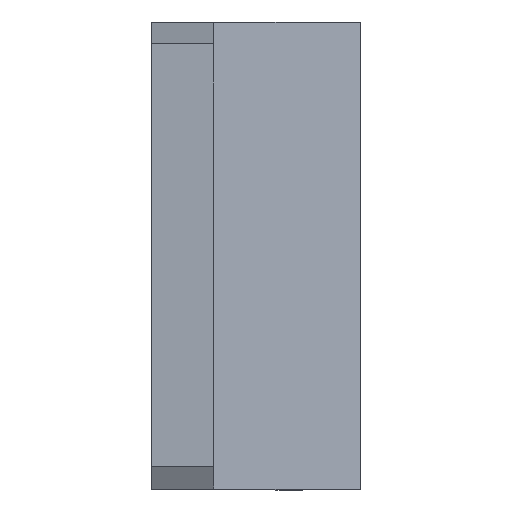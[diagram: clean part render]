
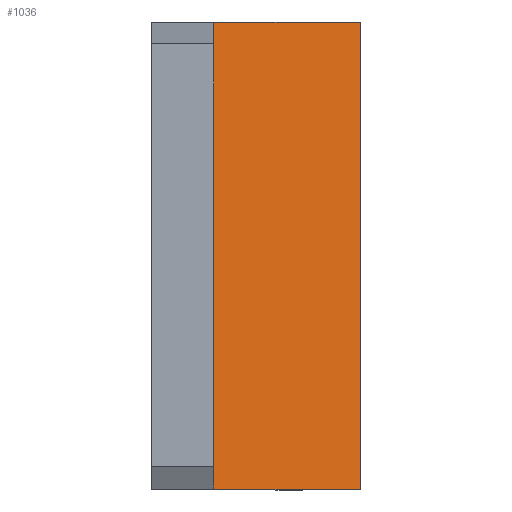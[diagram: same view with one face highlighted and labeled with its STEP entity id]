
A CAD part, top view. The second image highlights one B-rep face of the part: STEP entity #1036.
In plain terms, the highlighted planar face has unit normal (0.15, 0, 0.989).
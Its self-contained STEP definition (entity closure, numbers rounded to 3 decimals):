
#204 = CARTESIAN_POINT ( 'NONE',  ( 1.4, 10.54, 8.9 ) ) ;
#205 = LINE ( 'NONE', #204, #207 ) ;
#206 = DIRECTION ( 'NONE',  ( 0., -1., 0. ) ) ;
#207 = VECTOR ( 'NONE', #206, 1000. ) ;
#291 = LINE ( 'NONE', #316, #315 ) ;
#306 = CARTESIAN_POINT ( 'NONE',  ( 4.7, 10.54, 8.4 ) ) ;
#314 = DIRECTION ( 'NONE',  ( 0., -1., 0. ) ) ;
#315 = VECTOR ( 'NONE', #314, 1000. ) ;
#316 = CARTESIAN_POINT ( 'NONE',  ( 4.7, 10.54, 8.4 ) ) ;
#318 = CARTESIAN_POINT ( 'NONE',  ( 1.4, 0., 8.9 ) ) ;
#322 = CARTESIAN_POINT ( 'NONE',  ( 4.7, 0., 8.4 ) ) ;
#348 = LINE ( 'NONE', #393, #392 ) ;
#391 = DIRECTION ( 'NONE',  ( 0.989, 0., -0.15 ) ) ;
#392 = VECTOR ( 'NONE', #391, 1000. ) ;
#393 = CARTESIAN_POINT ( 'NONE',  ( 1.4, 0., 8.9 ) ) ;
#472 = LINE ( 'NONE', #519, #518 ) ;
#496 = CARTESIAN_POINT ( 'NONE',  ( 1.4, 10.54, 8.9 ) ) ;
#517 = DIRECTION ( 'NONE',  ( -0.989, 0., 0.15 ) ) ;
#518 = VECTOR ( 'NONE', #517, 1000. ) ;
#519 = CARTESIAN_POINT ( 'NONE',  ( -0.917, 10.54, 9.251 ) ) ;
#773 = VERTEX_POINT ( 'NONE', #322 ) ;
#774 = EDGE_CURVE ( 'NONE', #780, #773, #291, .T. ) ;
#780 = VERTEX_POINT ( 'NONE', #306 ) ;
#794 = VERTEX_POINT ( 'NONE', #318 ) ;
#807 = EDGE_CURVE ( 'NONE', #794, #773, #348, .T. ) ;
#872 = EDGE_CURVE ( 'NONE', #780, #893, #472, .T. ) ;
#893 = VERTEX_POINT ( 'NONE', #496 ) ;
#1019 = ORIENTED_EDGE ( 'NONE', *, *, #774, .F. ) ;
#1020 = EDGE_CURVE ( 'NONE', #893, #794, #205, .T. ) ;
#1035 = ORIENTED_EDGE ( 'NONE', *, *, #807, .T. ) ;
#1036 = ADVANCED_FACE ( 'NONE', ( #1138 ), #1131, .F. ) ;
#1038 = EDGE_LOOP ( 'NONE', ( #1039, #1040, #1035, #1019 ) ) ;
#1039 = ORIENTED_EDGE ( 'NONE', *, *, #872, .T. ) ;
#1040 = ORIENTED_EDGE ( 'NONE', *, *, #1020, .T. ) ;
#1127 = DIRECTION ( 'NONE',  ( -0.989, 0., 0.15 ) ) ;
#1128 = DIRECTION ( 'NONE',  ( -0.15, 0., -0.989 ) ) ;
#1129 = CARTESIAN_POINT ( 'NONE',  ( 1.4, 10.54, 8.9 ) ) ;
#1130 = AXIS2_PLACEMENT_3D ( 'NONE', #1129, #1128, #1127 ) ;
#1131 = PLANE ( 'NONE',  #1130 ) ;
#1138 = FACE_OUTER_BOUND ( 'NONE', #1038, .T. ) ;
